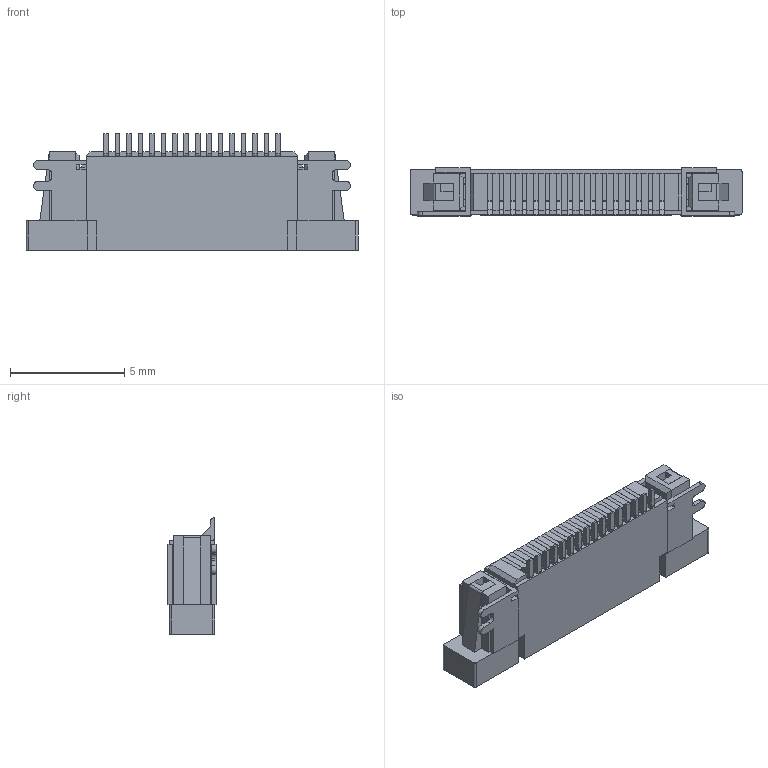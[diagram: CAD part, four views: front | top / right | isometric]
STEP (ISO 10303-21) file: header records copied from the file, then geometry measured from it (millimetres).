
FILE_DESCRIPTION(('STEP AP214'),'1');
FILE_NAME('68710614522.stp','2020-09-11T10:45:55',('TraceParts'),('TraceParts S.A.'),'Spatial InterOp 3D',' ',' ');
FILE_SCHEMA(('AUTOMOTIVE_DESIGN { 1 0 10303 214 1 1 1 1 }'));
Length unit declared in the file: millimetre
Products named in the file (1): 68710614522_1
Bounding box: 14.5 x 2.1 x 5.1 mm (x, y, z)
Volume: 93.5 mm3; surface area: 554.4 mm2
Topology: 20 solids, 20 shells, 733 faces, 2157 edges, 1402 vertices
Faces by surface type: plane 607, cylinder 126
Entity records: 24198 total; most frequent: ORIENTED_EDGE 4314, CARTESIAN_POINT 4312, DIRECTION 3915, EDGE_CURVE 2157, LINE 1905, VECTOR 1905, VERTEX_POINT 1402, AXIS2_PLACEMENT_3D 1005
